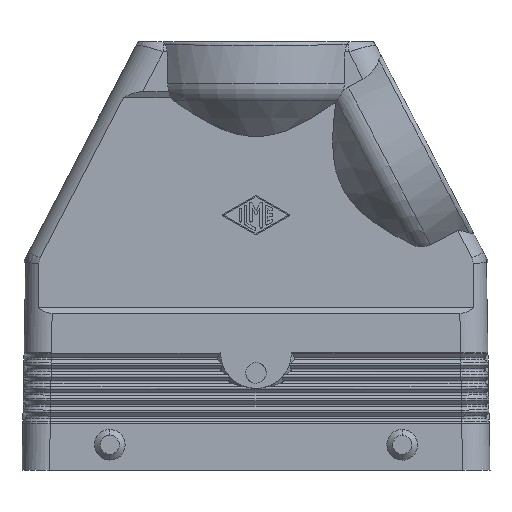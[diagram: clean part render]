
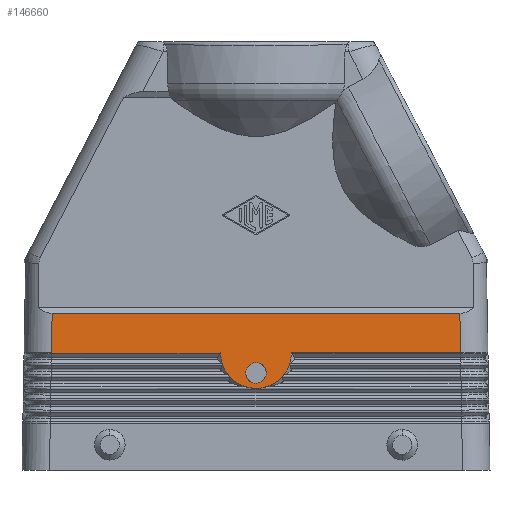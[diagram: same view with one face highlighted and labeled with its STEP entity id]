
A CAD part, front view. The second image highlights one B-rep face of the part: STEP entity #146660.
In plain terms, the highlighted face is planar.
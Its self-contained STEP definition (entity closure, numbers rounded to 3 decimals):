
#25260=CARTESIAN_POINT('',(70.613,37.927,
-0.419));
#25270=VERTEX_POINT('',#25260);
#38940=CARTESIAN_POINT('',(11.851,53.918,-0.698)
);
#38950=VERTEX_POINT('',#38940);
#38980=CARTESIAN_POINT('',(10.936,0.122,
0.241));
#38990=DIRECTION('',(-0.017,-1.,
0.017));
#39000=VECTOR('',#38990,1.);
#39010=LINE('',#38980,#39000);
#39020=CARTESIAN_POINT('',(11.681,43.918,-0.524)
);
#39030=VERTEX_POINT('',#39020);
#39040=EDGE_CURVE('',#38950,#39030,#39010,.T.);
#44700=CARTESIAN_POINT('',(55.259,40.927,
-0.471));
#44710=VERTEX_POINT('',#44700);
#44740=CARTESIAN_POINT('',(63.79,43.795,-0.522)
);
#44750=DIRECTION('',(0.,0.017,1.));
#44760=DIRECTION('',(1.,0.,0.));
#44770=AXIS2_PLACEMENT_3D('',#44740,#44750,#44760);
#44780=CIRCLE('',#44770,9.);
#44790=CARTESIAN_POINT('',(56.967,37.927,
-0.419));
#44800=VERTEX_POINT('',#44790);
#44810=EDGE_CURVE('',#44710,#44800,#44780,.T.);
#46370=CARTESIAN_POINT('',(127.58,0.002,
0.243));
#46380=DIRECTION('',(-0.,-0.017,-1.));
#46390=DIRECTION('',(-1.,0.,0.));
#46400=AXIS2_PLACEMENT_3D('',#46370,#46380,#46390);
#46410=PLANE('',#46400);
#63110=CARTESIAN_POINT('',(54.791,43.918,-0.524)
);
#63120=VERTEX_POINT('',#63110);
#63150=EDGE_CURVE('',#63120,#44710,#44780,.T.);
#68100=CARTESIAN_POINT('',(65.315,34.927,
-0.367));
#68110=VERTEX_POINT('',#68100);
#68140=EDGE_CURVE('',#68110,#25270,#44780,.T.);
#68360=CARTESIAN_POINT('',(66.39,38.718,-0.433));
#68370=VERTEX_POINT('',#68360);
#68420=CARTESIAN_POINT('',(63.79,38.718,-0.433));
#68430=DIRECTION('',(0.,-0.017,-1.));
#68440=DIRECTION('',(0.,1.,-0.017));
#68450=AXIS2_PLACEMENT_3D('',#68420,#68430,#68440);
#68460=ELLIPSE('',#68450,2.6,2.6);
#68470=CARTESIAN_POINT('',(61.19,38.718,-0.433));
#68480=VERTEX_POINT('',#68470);
#68490=EDGE_CURVE('',#68370,#68480,#68460,.T.);
#79390=CARTESIAN_POINT('',(0.,43.918,-0.524));
#79400=DIRECTION('',(1.,0.,0.));
#79410=VECTOR('',#79400,1.);
#79420=LINE('',#79390,#79410);
#79430=EDGE_CURVE('',#39030,#63120,#79420,.T.);
#93710=CARTESIAN_POINT('',(62.265,34.927,
-0.367));
#93720=VERTEX_POINT('',#93710);
#118330=CARTESIAN_POINT('',(72.789,43.918,-0.524))
;
#118340=VERTEX_POINT('',#118330);
#119440=CARTESIAN_POINT('',(72.32,40.927,
-0.471));
#119450=VERTEX_POINT('',#119440);
#119480=EDGE_CURVE('',#119450,#118340,#44780,.T.);
#131790=CARTESIAN_POINT('',(115.899,43.918,-0.524
));
#131800=VERTEX_POINT('',#131790);
#131810=EDGE_CURVE('',#118340,#131800,#79420,.T.);
#146320=CARTESIAN_POINT('',(116.643,0.122,
0.241));
#146330=DIRECTION('',(0.017,-1.,
0.017));
#146340=VECTOR('',#146330,1.);
#146350=LINE('',#146320,#146340);
#146360=CARTESIAN_POINT('',(115.729,53.918,-0.698
));
#146370=VERTEX_POINT('',#146360);
#146380=EDGE_CURVE('',#146370,#131800,#146350,.T.);
#146390=ORIENTED_EDGE('',*,*,#146380,.F.);
#146400=ORIENTED_EDGE('',*,*,#131810,.T.);
#146410=ORIENTED_EDGE('',*,*,#119480,.T.);
#146420=EDGE_CURVE('',#25270,#119450,#44780,.T.);
#146430=ORIENTED_EDGE('',*,*,#146420,.T.);
#146440=ORIENTED_EDGE('',*,*,#68140,.T.);
#146450=EDGE_CURVE('',#93720,#68110,#44780,.T.);
#146460=ORIENTED_EDGE('',*,*,#146450,.T.);
#146470=EDGE_CURVE('',#44800,#93720,#44780,.T.);
#146480=ORIENTED_EDGE('',*,*,#146470,.T.);
#146490=ORIENTED_EDGE('',*,*,#44810,.T.);
#146500=ORIENTED_EDGE('',*,*,#63150,.T.);
#146510=ORIENTED_EDGE('',*,*,#79430,.T.);
#146520=ORIENTED_EDGE('',*,*,#39040,.T.);
#146530=CARTESIAN_POINT('',(0.,53.918,-0.698));
#146540=DIRECTION('',(-1.,0.,0.));
#146550=VECTOR('',#146540,1.);
#146560=LINE('',#146530,#146550);
#146570=EDGE_CURVE('',#146370,#38950,#146560,.T.);
#146580=ORIENTED_EDGE('',*,*,#146570,.T.);
#146590=EDGE_LOOP('',(#146580,#146520,#146510,#146500,#146490,#146480,
#146460,#146440,#146430,#146410,#146400,#146390));
#146600=FACE_OUTER_BOUND('',#146590,.T.);
#146610=EDGE_CURVE('',#68480,#68370,#68460,.T.);
#146620=ORIENTED_EDGE('',*,*,#146610,.T.);
#146630=ORIENTED_EDGE('',*,*,#68490,.T.);
#146640=EDGE_LOOP('',(#146630,#146620));
#146650=FACE_BOUND('',#146640,.T.);
#146660=ADVANCED_FACE('',(#146600,#146650),#46410,.F.);
